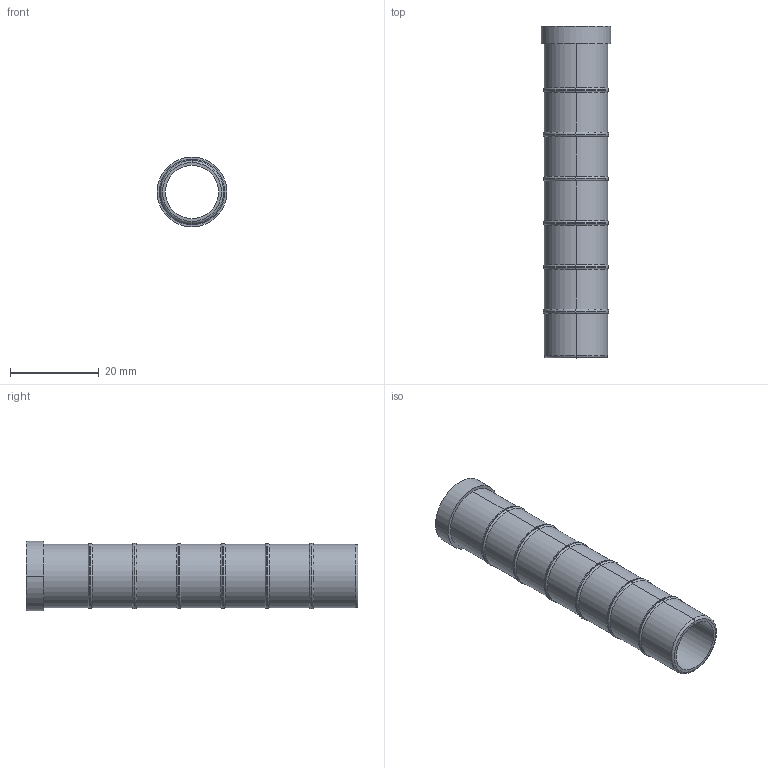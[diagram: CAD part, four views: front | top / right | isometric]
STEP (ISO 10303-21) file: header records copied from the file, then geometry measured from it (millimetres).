
FILE_DESCRIPTION((''),'2;1');
FILE_NAME('HOT-TUBE-PLASTIC_38','2026-03-27T14:33:33',('hasan'),(''),'CREO PARAMETRIC BY PTC INC, 2025102','CREO PARAMETRIC BY PTC INC, 2025102','');
FILE_SCHEMA(('CONFIG_CONTROL_DESIGN'));
Length unit declared in the file: millimetre
Products named in the file (1): HOT-TUBE-PLASTIC_38
Bounding box: 15.75 x 75 x 15.75 mm (x, y, z)
Volume: 3748.8 mm3; surface area: 6425.3 mm2
Topology: 1 solids, 1 shells, 59 faces, 118 edges, 62 vertices
Faces by surface type: cylinder 30, torus 26, plane 3
Entity records: 1562 total; most frequent: DIRECTION 324, CARTESIAN_POINT 239, ORIENTED_EDGE 236, AXIS2_PLACEMENT_3D 147, EDGE_CURVE 118, CIRCLE 88, VERTEX_POINT 62, EDGE_LOOP 62
